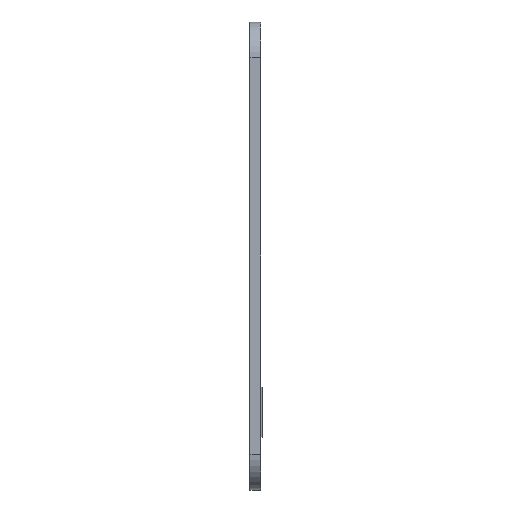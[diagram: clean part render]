
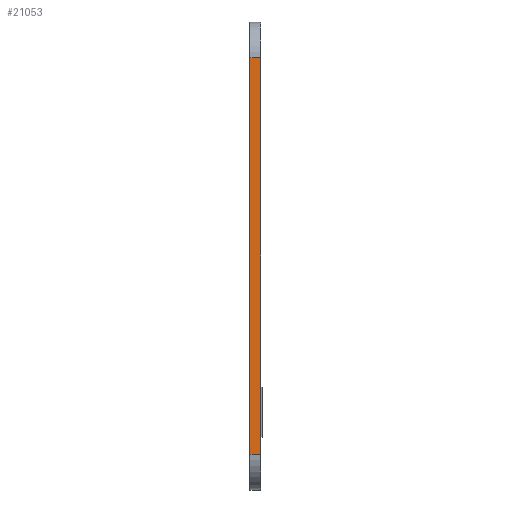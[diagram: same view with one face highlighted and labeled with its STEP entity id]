
A CAD part, left-side view. The second image highlights one B-rep face of the part: STEP entity #21053.
In plain terms, the highlighted planar face has unit normal (-1, 0, 0).
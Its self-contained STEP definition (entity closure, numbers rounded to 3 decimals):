
#638=PLANE('',#21593);
#1763=FACE_OUTER_BOUND('',#2978,.T.);
#2978=EDGE_LOOP('',(#19200,#19201,#19202,#19203));
#3306=LINE('',#26638,#5045);
#4650=LINE('',#41783,#6389);
#4651=LINE('',#41787,#6390);
#4728=LINE('',#41997,#6467);
#5045=VECTOR('',#22105,10.);
#6389=VECTOR('',#24139,10.);
#6390=VECTOR('',#24144,10.);
#6467=VECTOR('',#24383,10.);
#8110=VERTEX_POINT('',#26635);
#8111=VERTEX_POINT('',#26637);
#9827=VERTEX_POINT('',#41781);
#9828=VERTEX_POINT('',#41785);
#10351=EDGE_CURVE('',#8110,#8111,#3306,.T.);
#12901=EDGE_CURVE('',#9827,#8110,#4650,.T.);
#12903=EDGE_CURVE('',#8111,#9828,#4651,.T.);
#13008=EDGE_CURVE('',#9828,#9827,#4728,.T.);
#19200=ORIENTED_EDGE('',*,*,#12901,.F.);
#19201=ORIENTED_EDGE('',*,*,#13008,.F.);
#19202=ORIENTED_EDGE('',*,*,#12903,.F.);
#19203=ORIENTED_EDGE('',*,*,#10351,.F.);
#21053=ADVANCED_FACE('',(#1763),#638,.T.);
#21593=AXIS2_PLACEMENT_3D('',#41996,#24381,#24382);
#22105=DIRECTION('',(0.,0.,-1.));
#24139=DIRECTION('',(0.,-1.,0.));
#24144=DIRECTION('',(0.,1.,0.));
#24381=DIRECTION('center_axis',(-1.,0.,0.));
#24382=DIRECTION('ref_axis',(0.,0.,1.));
#24383=DIRECTION('',(0.,0.,1.));
#26635=CARTESIAN_POINT('',(-10.46,0.,43.34));
#26637=CARTESIAN_POINT('',(-10.46,0.,-11.86));
#26638=CARTESIAN_POINT('',(-10.46,0.,48.34));
#41781=CARTESIAN_POINT('',(-10.46,1.5,43.34));
#41783=CARTESIAN_POINT('',(-10.46,0.,43.34));
#41785=CARTESIAN_POINT('',(-10.46,1.5,-11.86));
#41787=CARTESIAN_POINT('',(-10.46,0.,-11.86));
#41996=CARTESIAN_POINT('Origin',(-10.46,0.,-16.86));
#41997=CARTESIAN_POINT('',(-10.46,1.5,48.34));
